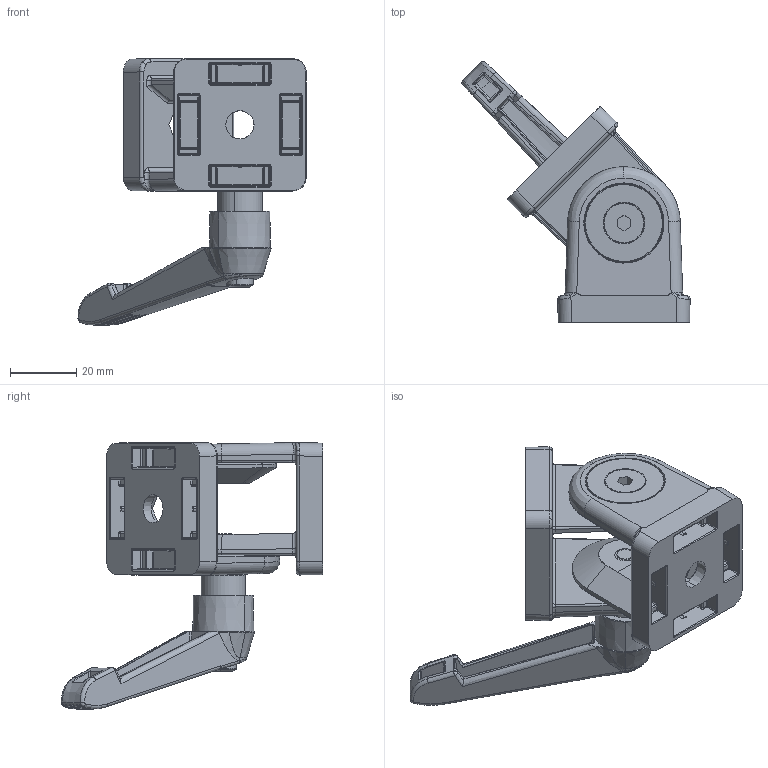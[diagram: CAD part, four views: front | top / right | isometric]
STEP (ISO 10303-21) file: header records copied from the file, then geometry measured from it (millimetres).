
FILE_DESCRIPTION (( 'STEP AP214' ), '1' );
FILE_NAME ('7128210', '2019-01-30T08:47:39', ( '' ), ('JUGARD+KÜNSTNER GmbH'), 'SwSTEP 2.0', 'SolidWorks 2017', '' );
FILE_SCHEMA (( 'AUTOMOTIVE_DESIGN' ));
Length unit declared in the file: millimetre
Products named in the file (9): Part8; Part10; Part1; Part4; Part3; Part11; 7128210; 12843f06k_12865 m06 12 k; Part7
Assembly tree (13 placements, depth 3):
  7128210
    Part11  x2
    Part3  x3
    Part4
    Part1  x3
    Part10
    12843f06k_12865 m06 12 k
      Part8
      Part7
Bounding box: 68.91 x 78.93 x 80.58 mm (x, y, z)
Volume: 53448.3 mm3; surface area: 35711.1 mm2
Topology: 12 solids, 13 shells, 1642 faces, 3761 edges, 2119 vertices
Faces by surface type: bspline 671, cylinder 532, plane 314, cone 125
Entity records: 47705 total; most frequent: CARTESIAN_POINT 18123, ORIENTED_EDGE 4336, DIRECTION 3394, EDGE_CURVE 2168, AXIS2_PLACEMENT_3D 1364, VERTEX_POINT 1252, EDGE_LOOP 986, UNCERTAINTY_MEASURE_WITH_UNIT 975
